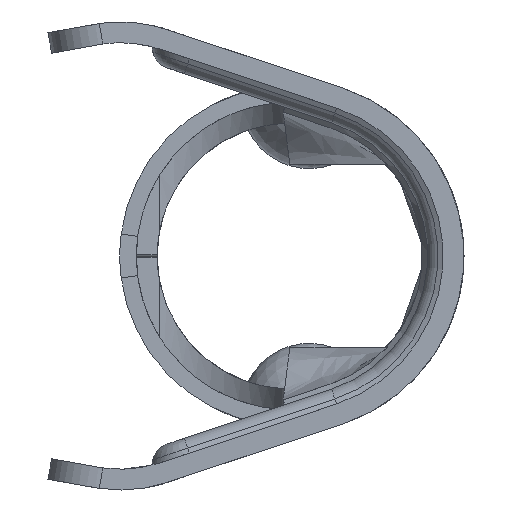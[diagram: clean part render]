
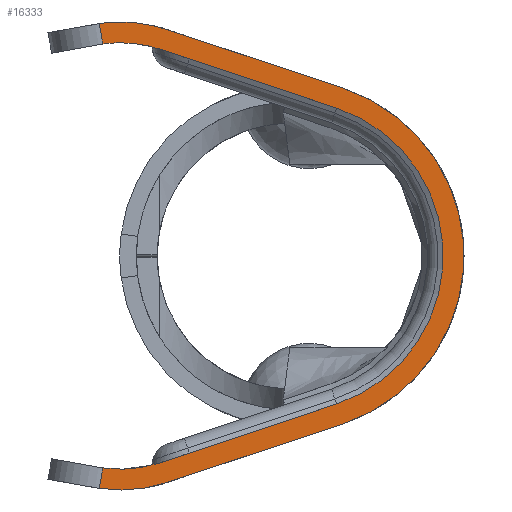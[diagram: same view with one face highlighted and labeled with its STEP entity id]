
A CAD part, left-side view. The second image highlights one B-rep face of the part: STEP entity #16333.
In plain terms, the highlighted planar face has unit normal (-1, 0, 0).
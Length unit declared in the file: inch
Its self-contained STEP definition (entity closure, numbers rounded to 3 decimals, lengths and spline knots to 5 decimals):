
#21 = EDGE_CURVE ( 'NONE', #1305, #15281, #2183, .T. ) ;
#149 = CARTESIAN_POINT ( 'NONE',  ( -1.565, 0.0025, 0. ) ) ;
#177 = DIRECTION ( 'NONE',  ( 0., 0., 1. ) ) ;
#311 = LINE ( 'NONE', #9498, #9306 ) ;
#341 = CARTESIAN_POINT ( 'NONE',  ( -1.565, 0.1182, -0.21781 ) ) ;
#754 = VECTOR ( 'NONE', #2372, 39.37008 ) ;
#900 = VERTEX_POINT ( 'NONE', #7369 ) ;
#1002 = CIRCLE ( 'NONE', #10592, 0.12 ) ;
#1250 = CARTESIAN_POINT ( 'NONE',  ( -1.565, 0.18327, -0.22345 ) ) ;
#1305 = VERTEX_POINT ( 'NONE', #3207 ) ;
#1367 = CARTESIAN_POINT ( 'NONE',  ( -1.565, 0.1182, 0.21781 ) ) ;
#1482 = ORIENTED_EDGE ( 'NONE', *, *, #15452, .F. ) ;
#1563 = ORIENTED_EDGE ( 'NONE', *, *, #11157, .F. ) ;
#1585 = DIRECTION ( 'NONE',  ( 0., 0., 1. ) ) ;
#1635 = ORIENTED_EDGE ( 'NONE', *, *, #16514, .F. ) ;
#1707 = AXIS2_PLACEMENT_3D ( 'NONE', #13683, #1914, #7173 ) ;
#1914 = DIRECTION ( 'NONE',  ( -1., 0., 0. ) ) ;
#1931 = CARTESIAN_POINT ( 'NONE',  ( -1.565, 0.12453, -0.19883 ) ) ;
#2019 = EDGE_CURVE ( 'NONE', #12079, #8681, #311, .T. ) ;
#2183 = CIRCLE ( 'NONE', #11766, 0.14 ) ;
#2188 = CARTESIAN_POINT ( 'NONE',  ( -1.565, -0.04497, -0.14229 ) ) ;
#2247 = CIRCLE ( 'NONE', #11836, 0.14 ) ;
#2372 = DIRECTION ( 'NONE',  ( 0., -0.949, -0.316 ) ) ;
#2499 = VERTEX_POINT ( 'NONE', #10942 ) ;
#2659 = DIRECTION ( 'NONE',  ( 1., 0., 0. ) ) ;
#2705 = DIRECTION ( 'NONE',  ( 0., -0.949, 0.316 ) ) ;
#2772 = CIRCLE ( 'NONE', #12359, 0.14 ) ;
#2802 = CIRCLE ( 'NONE', #5004, 0.12 ) ;
#3207 = CARTESIAN_POINT ( 'NONE',  ( -1.565, 0.1625, 0.225 ) ) ;
#3213 = DIRECTION ( 'NONE',  ( 1., 0., 0. ) ) ;
#3681 = VERTEX_POINT ( 'NONE', #1931 ) ;
#3808 = CARTESIAN_POINT ( 'NONE',  ( -1.565, 0.1625, 0.085 ) ) ;
#4177 = CARTESIAN_POINT ( 'NONE',  ( -1.565, 0.1625, -0.085 ) ) ;
#4381 = LINE ( 'NONE', #9605, #6103 ) ;
#4518 = FACE_OUTER_BOUND ( 'NONE', #13799, .T. ) ;
#4569 = ORIENTED_EDGE ( 'NONE', *, *, #21, .F. ) ;
#4639 = CARTESIAN_POINT ( 'NONE',  ( -1.565, 0.0025, 0. ) ) ;
#4649 = EDGE_CURVE ( 'NONE', #5312, #8020, #9112, .T. ) ;
#4714 = CIRCLE ( 'NONE', #14285, 0.15 ) ;
#4918 = VERTEX_POINT ( 'NONE', #11229 ) ;
#5004 = AXIS2_PLACEMENT_3D ( 'NONE', #3808, #9041, #14270 ) ;
#5126 = LINE ( 'NONE', #10349, #16506 ) ;
#5146 = CARTESIAN_POINT ( 'NONE',  ( -1.565, 0.17974, 0.20375 ) ) ;
#5312 = VERTEX_POINT ( 'NONE', #8304 ) ;
#5394 = ORIENTED_EDGE ( 'NONE', *, *, #15774, .F. ) ;
#5404 = ORIENTED_EDGE ( 'NONE', *, *, #4649, .F. ) ;
#5405 = DIRECTION ( 'NONE',  ( 1., 0., 0. ) ) ;
#5421 = ORIENTED_EDGE ( 'NONE', *, *, #7747, .F. ) ;
#5822 = CIRCLE ( 'NONE', #15397, 0.17 ) ;
#6103 = VECTOR ( 'NONE', #14849, 39.37008 ) ;
#6246 = EDGE_CURVE ( 'NONE', #4918, #10390, #4381, .T. ) ;
#6402 = LINE ( 'NONE', #10326, #16903 ) ;
#6558 = VECTOR ( 'NONE', #2705, 39.37008 ) ;
#6723 = CARTESIAN_POINT ( 'NONE',  ( -1.565, 0.1625, 0.085 ) ) ;
#7173 = DIRECTION ( 'NONE',  ( 0., 0., 1. ) ) ;
#7369 = CARTESIAN_POINT ( 'NONE',  ( -1.565, -0.0513, 0.16126 ) ) ;
#7747 = EDGE_CURVE ( 'NONE', #3681, #13100, #9236, .T. ) ;
#7888 = CARTESIAN_POINT ( 'NONE',  ( -1.565, -0.0513, -0.16126 ) ) ;
#7904 = DIRECTION ( 'NONE',  ( 0., 0., -1. ) ) ;
#8020 = VERTEX_POINT ( 'NONE', #15210 ) ;
#8121 = CARTESIAN_POINT ( 'NONE',  ( -1.565, 0.1625, 0.085 ) ) ;
#8235 = VERTEX_POINT ( 'NONE', #7888 ) ;
#8304 = CARTESIAN_POINT ( 'NONE',  ( -1.565, 0.12453, 0.19883 ) ) ;
#8454 = DIRECTION ( 'NONE',  ( 0., 0., -1. ) ) ;
#8681 = VERTEX_POINT ( 'NONE', #1250 ) ;
#8903 = LINE ( 'NONE', #14131, #754 ) ;
#9041 = DIRECTION ( 'NONE',  ( -1., 0., 0. ) ) ;
#9112 = CIRCLE ( 'NONE', #1707, 0.12 ) ;
#9236 = LINE ( 'NONE', #14466, #6558 ) ;
#9306 = VECTOR ( 'NONE', #14740, 39.37008 ) ;
#9404 = DIRECTION ( 'NONE',  ( -1., 0., 0. ) ) ;
#9498 = CARTESIAN_POINT ( 'NONE',  ( -1.565, 0.13885, 0.02443 ) ) ;
#9605 = CARTESIAN_POINT ( 'NONE',  ( -1.565, 0.13885, -0.02443 ) ) ;
#9734 = PLANE ( 'NONE',  #14036 ) ;
#9861 = DIRECTION ( 'NONE',  ( -1., 0., 0. ) ) ;
#10326 = CARTESIAN_POINT ( 'NONE',  ( -1.565, -0.04497, 0.14229 ) ) ;
#10349 = CARTESIAN_POINT ( 'NONE',  ( -1.565, -0.0513, -0.16126 ) ) ;
#10390 = VERTEX_POINT ( 'NONE', #5146 ) ;
#10470 = CARTESIAN_POINT ( 'NONE',  ( -1.565, 0.1625, -0.085 ) ) ;
#10592 = AXIS2_PLACEMENT_3D ( 'NONE', #4177, #9404, #14644 ) ;
#10626 = DIRECTION ( 'NONE',  ( 0., 0., -1. ) ) ;
#10891 = EDGE_CURVE ( 'NONE', #12079, #3681, #1002, .T. ) ;
#10942 = CARTESIAN_POINT ( 'NONE',  ( -1.565, -0.04497, 0.14229 ) ) ;
#11157 = EDGE_CURVE ( 'NONE', #2499, #5312, #6402, .T. ) ;
#11229 = CARTESIAN_POINT ( 'NONE',  ( -1.565, 0.18327, 0.22345 ) ) ;
#11589 = VERTEX_POINT ( 'NONE', #341 ) ;
#11766 = AXIS2_PLACEMENT_3D ( 'NONE', #6723, #11942, #177 ) ;
#11836 = AXIS2_PLACEMENT_3D ( 'NONE', #8121, #13356, #1585 ) ;
#11880 = ORIENTED_EDGE ( 'NONE', *, *, #15256, .F. ) ;
#11942 = DIRECTION ( 'NONE',  ( 1., 0., 0. ) ) ;
#12000 = EDGE_CURVE ( 'NONE', #15281, #900, #8903, .T. ) ;
#12079 = VERTEX_POINT ( 'NONE', #15597 ) ;
#12359 = AXIS2_PLACEMENT_3D ( 'NONE', #10470, #2659, #7904 ) ;
#13100 = VERTEX_POINT ( 'NONE', #2188 ) ;
#13356 = DIRECTION ( 'NONE',  ( 1., 0., 0. ) ) ;
#13683 = CARTESIAN_POINT ( 'NONE',  ( -1.565, 0.1625, 0.085 ) ) ;
#13799 = EDGE_LOOP ( 'NONE', ( #14949, #14854, #1635, #5404, #1563, #1482, #5421, #14253, #16003, #11880, #15401, #5394, #14350, #4569 ) ) ;
#14036 = AXIS2_PLACEMENT_3D ( 'NONE', #14972, #3213, #8454 ) ;
#14131 = CARTESIAN_POINT ( 'NONE',  ( -1.565, -0.0513, 0.16126 ) ) ;
#14253 = ORIENTED_EDGE ( 'NONE', *, *, #10891, .F. ) ;
#14270 = DIRECTION ( 'NONE',  ( 0., 0., 1. ) ) ;
#14285 = AXIS2_PLACEMENT_3D ( 'NONE', #4639, #9861, #15099 ) ;
#14350 = ORIENTED_EDGE ( 'NONE', *, *, #12000, .F. ) ;
#14466 = CARTESIAN_POINT ( 'NONE',  ( -1.565, -0.04497, -0.14229 ) ) ;
#14644 = DIRECTION ( 'NONE',  ( 0., 0., -1. ) ) ;
#14740 = DIRECTION ( 'NONE',  ( 0., 0.176, -0.984 ) ) ;
#14849 = DIRECTION ( 'NONE',  ( 0., -0.176, -0.984 ) ) ;
#14854 = ORIENTED_EDGE ( 'NONE', *, *, #6246, .T. ) ;
#14949 = ORIENTED_EDGE ( 'NONE', *, *, #16287, .F. ) ;
#14972 = CARTESIAN_POINT ( 'NONE',  ( -1.565, 0.0025, 0. ) ) ;
#15099 = DIRECTION ( 'NONE',  ( 0., 0., -1. ) ) ;
#15210 = CARTESIAN_POINT ( 'NONE',  ( -1.565, 0.1625, 0.205 ) ) ;
#15256 = EDGE_CURVE ( 'NONE', #11589, #8681, #2772, .T. ) ;
#15281 = VERTEX_POINT ( 'NONE', #1367 ) ;
#15397 = AXIS2_PLACEMENT_3D ( 'NONE', #149, #5405, #10626 ) ;
#15401 = ORIENTED_EDGE ( 'NONE', *, *, #16861, .F. ) ;
#15452 = EDGE_CURVE ( 'NONE', #13100, #2499, #4714, .T. ) ;
#15568 = DIRECTION ( 'NONE',  ( 0., 0.949, 0.316 ) ) ;
#15593 = DIRECTION ( 'NONE',  ( 0., 0.949, -0.316 ) ) ;
#15597 = CARTESIAN_POINT ( 'NONE',  ( -1.565, 0.17974, -0.20375 ) ) ;
#15774 = EDGE_CURVE ( 'NONE', #900, #8235, #5822, .T. ) ;
#16003 = ORIENTED_EDGE ( 'NONE', *, *, #2019, .T. ) ;
#16287 = EDGE_CURVE ( 'NONE', #4918, #1305, #2247, .T. ) ;
#16333 = ADVANCED_FACE ( 'NONE', ( #4518 ), #9734, .F. ) ;
#16506 = VECTOR ( 'NONE', #15593, 39.37008 ) ;
#16514 = EDGE_CURVE ( 'NONE', #8020, #10390, #2802, .T. ) ;
#16861 = EDGE_CURVE ( 'NONE', #8235, #11589, #5126, .T. ) ;
#16903 = VECTOR ( 'NONE', #15568, 39.37008 ) ;
